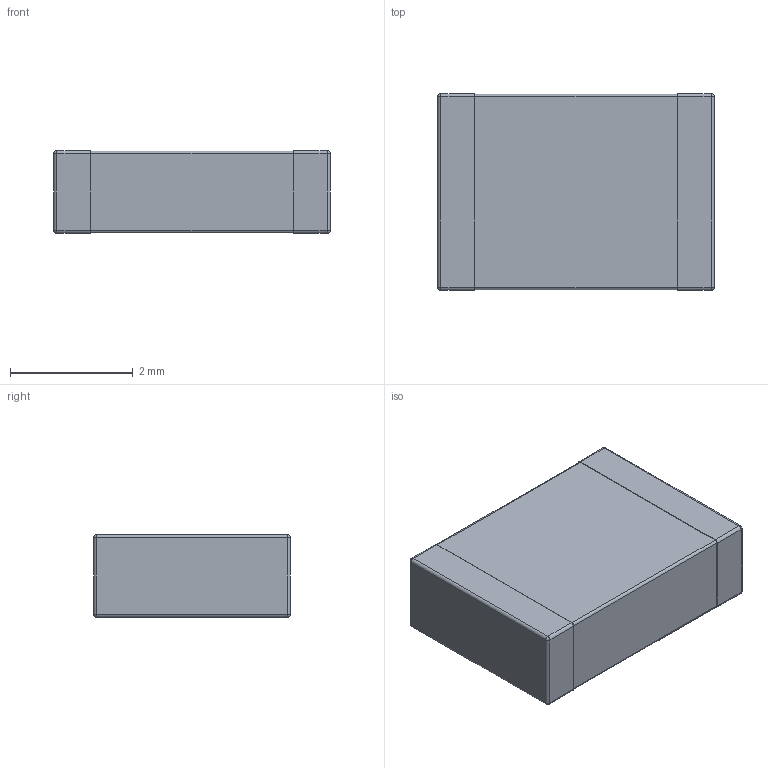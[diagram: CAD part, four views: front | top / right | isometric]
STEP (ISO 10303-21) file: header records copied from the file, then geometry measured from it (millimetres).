
FILE_DESCRIPTION(('STEP AP214'), '1');
FILE_NAME('ceramic_cap_', '2019-11-25T18:03:35', ('Che'), (''), 'ASCON STEP Converter 1.3', 'ASCON Math Kernel', '');
FILE_SCHEMA(('AUTOMOTIVE_DESIGN { 1 0 10303 214 3 1 1}'));
Length unit declared in the file: millimetre
Bounding box: 4.5 x 3.2 x 1.35 mm (x, y, z)
Volume: 19.1 mm3; surface area: 48.8 mm2
Topology: 1 solids, 1 shells, 44 faces, 104 edges, 56 vertices
Faces by surface type: cylinder 20, plane 16, sphere 8
Entity records: 1584 total; most frequent: DIRECTION 226, CARTESIAN_POINT 197, ORIENTED_EDGE 192, EDGE_CURVE 96, AXIS2_PLACEMENT_3D 85, VERTEX_POINT 56, LINE 56, VECTOR 56
